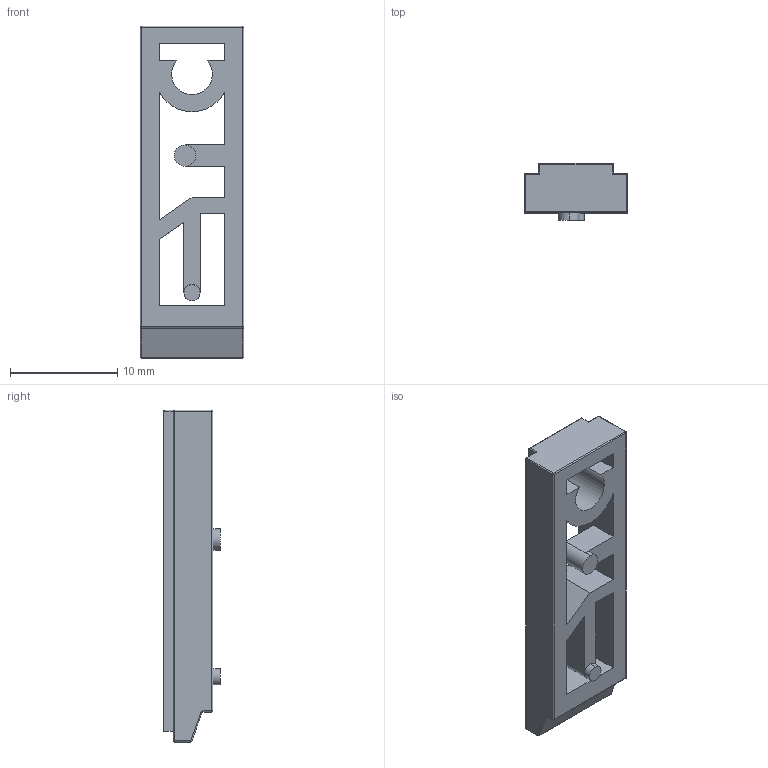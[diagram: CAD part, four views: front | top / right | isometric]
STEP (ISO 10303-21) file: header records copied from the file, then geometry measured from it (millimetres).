
FILE_DESCRIPTION (( 'STEP AP214' ), '1' );
FILE_NAME ('CamdenBoss - CNMB 6-2 (Lock-wite).STEP', '2014-10-13T12:46:57', ( 'Temp' ), ( '' ), 'SwSTEP 2.0', 'SolidWorks 2014', '' );
FILE_SCHEMA (( 'AUTOMOTIVE_DESIGN' ));
Length unit declared in the file: millimetre
Products named in the file (1): CamdenBoss - CNMB 6-2 (Lock-wite)
Bounding box: 9.7 x 5.3 x 31 mm (x, y, z)
Volume: 749.5 mm3; surface area: 1197.4 mm2
Topology: 1 solids, 1 shells, 76 faces, 188 edges, 106 vertices
Faces by surface type: plane 35, cylinder 29, sphere 10, torus 2
Entity records: 2188 total; most frequent: DIRECTION 384, CARTESIAN_POINT 375, ORIENTED_EDGE 360, EDGE_CURVE 180, AXIS2_PLACEMENT_3D 131, LINE 122, VECTOR 122, VERTEX_POINT 106
